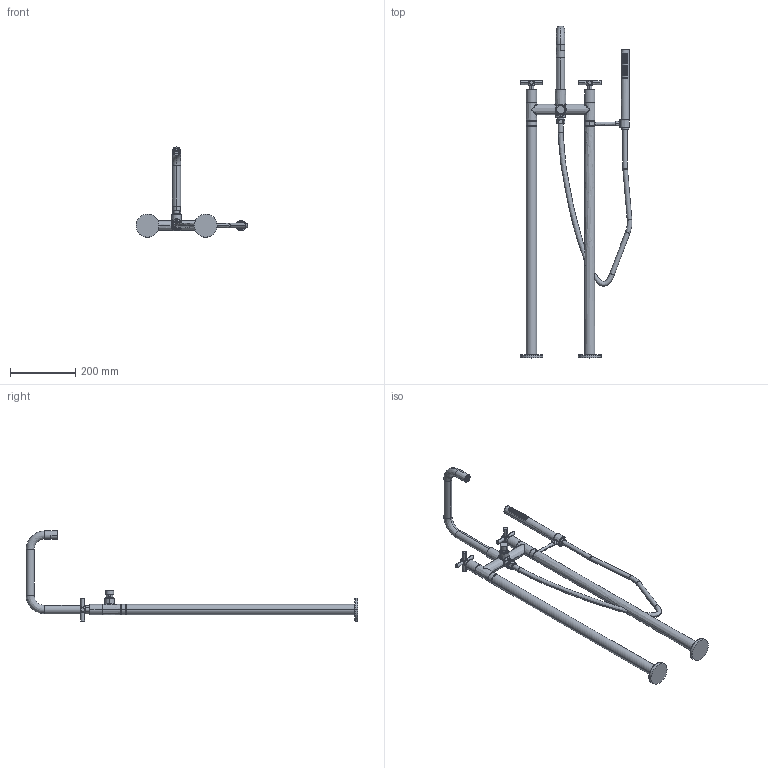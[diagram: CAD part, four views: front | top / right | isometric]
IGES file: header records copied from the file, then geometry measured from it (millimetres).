
Start section:  PTC IGES file: 1400-4262_.igs
Global section: file name: 1400-4262_.igs; native system: Creo Parametric by PTC Inc.; preprocessor: 2019352; author: rsmith; organization: Unknown; date: 20230315.130727; units: inch
Bounding box: 342.97 x 1018.16 x 276.23 mm (x, y, z)
Surface area: 331105.6 mm2 (no closed solid volume)
Topology: 0 solids, 0 shells, 1421 faces, 6562 edges, 6562 vertices
Faces by surface type: bspline 881, revolution 540
